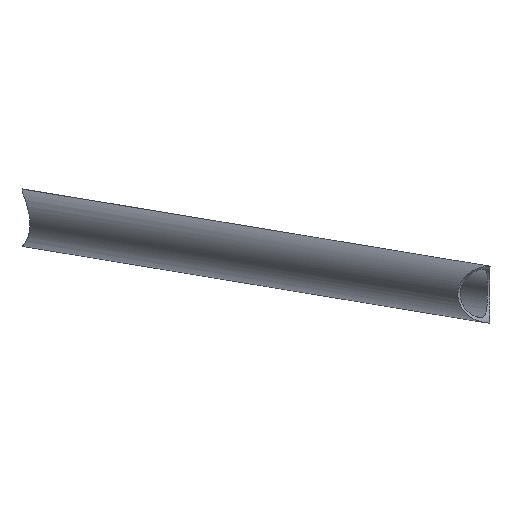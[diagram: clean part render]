
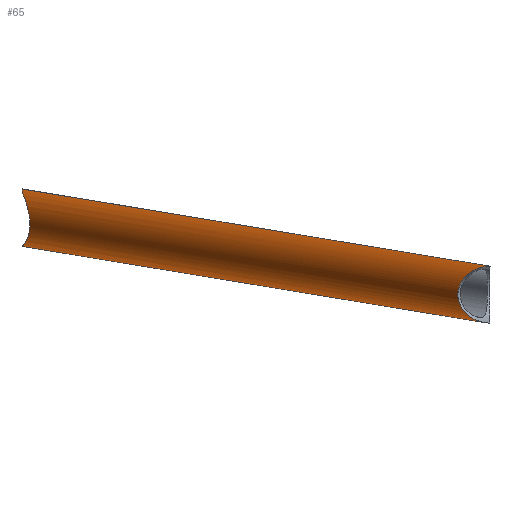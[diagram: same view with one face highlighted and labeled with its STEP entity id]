
A CAD part, left-side view. The second image highlights one B-rep face of the part: STEP entity #65.
In plain terms, the highlighted cylindrical face has radius 10 mm (diameter 20 mm), a partial arc.
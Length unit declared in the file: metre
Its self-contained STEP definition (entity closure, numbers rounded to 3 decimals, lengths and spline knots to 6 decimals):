
#65=ADVANCED_FACE('0:52',(#152),#153,.T.);
#105=EDGE_CURVE('',#191,#215,#216,.T.);
#107=EDGE_CURVE('',#215,#187,#218,.T.);
#109=EDGE_CURVE('',#210,#194,#220,.T.);
#152=FACE_OUTER_BOUND('',#253,.T.);
#153=CYLINDRICAL_SURFACE('',#254,0.01);
#187=VERTEX_POINT('',#474);
#191=VERTEX_POINT('',#502);
#194=VERTEX_POINT('',#509);
#210=VERTEX_POINT('',#628);
#215=VERTEX_POINT('',#728);
#216=B_SPLINE_CURVE_WITH_KNOTS('',3,(#729,#730,#731,#732,#733,#734,#735,#736,#737,#738,#739,#740,#741,#742,#743,#744,#745,#746,#747),.UNSPECIFIED.,.F.,.F.,(4,1,1,1,1,1,1,1,1,1,1,1,1,1,1,1,4),(0.005325,0.0625,0.125,0.1875,0.21875,0.25,0.28125,0.3125,0.328125,0.34375,0.359375,0.367188,0.375,0.378906,0.382813,0.386719,0.389367),.UNSPECIFIED.);
#218=B_SPLINE_CURVE_WITH_KNOTS('',3,(#750,#751,#752,#753,#754,#755,#756,#757),.UNSPECIFIED.,.F.,.F.,(4,1,1,1,1,4),(0.389367,0.390625,0.394531,0.398438,0.402344,0.405084),.UNSPECIFIED.);
#220=B_SPLINE_CURVE_WITH_KNOTS('',3,(#760,#761,#762,#763,#764,#765,#766,#767,#768,#769,#770,#771,#772,#773,#774,#775,#776,#777,#778,#779,#780,#781,#782,#783,#784,#785,#786,#787,#788,#789,#790,#791,#792,#793,#794,#795,#796,#797,#798,#799,#800,#801,#802,#803,#804,#805,#806,#807,#808,#809,#810,#811,#812,#813,#814,#815,#816,#817,#818,#819,#820,#821,#822,#823,#824,#825,#826,#827,#828,#829,#830,#831,#832),.UNSPECIFIED.,.F.,.F.,(4,3,3,3,3,3,3,3,3,3,3,3,3,3,3,3,3,3,3,3,3,3,3,3,4),(0.089362,0.093231,0.094546,0.100657,0.106983,0.109751,0.111596,0.112542,0.116863,0.119014,0.119599,0.121169,0.122304,0.123169,0.12467,0.125612,0.126287,0.129611,0.132318,0.133238,0.14073,0.145999,0.148633,0.150322,0.151268),.UNSPECIFIED.);
#253=EDGE_LOOP('',(#968,#969,#970,#971,#972));
#254=AXIS2_PLACEMENT_3D('',#973,#974,#975);
#474=CARTESIAN_POINT('',(-0.985892,-0.000201,-0.024474));
#502=CARTESIAN_POINT('',(-0.985034,0.000251,-0.044458));
#509=CARTESIAN_POINT('',(-0.6728,0.16418,-0.017481));
#628=CARTESIAN_POINT('',(-0.672968,0.164092,0.002563));
#728=CARTESIAN_POINT('',(-0.986757,0.000252,-0.024548));
#729=CARTESIAN_POINT('',(-0.985034,0.000251,-0.044458));
#730=CARTESIAN_POINT('',(-0.98504,0.001866,-0.044401));
#731=CARTESIAN_POINT('',(-0.985107,0.005225,-0.043639));
#732=CARTESIAN_POINT('',(-0.985384,0.009459,-0.04046));
#733=CARTESIAN_POINT('',(-0.98575,0.011228,-0.036233));
#734=CARTESIAN_POINT('',(-0.986057,0.011023,-0.032675));
#735=CARTESIAN_POINT('',(-0.986273,0.010101,-0.030171));
#736=CARTESIAN_POINT('',(-0.986458,0.008523,-0.02802));
#737=CARTESIAN_POINT('',(-0.986579,0.006801,-0.026617));
#738=CARTESIAN_POINT('',(-0.986651,0.005257,-0.025755));
#739=CARTESIAN_POINT('',(-0.986701,0.004033,-0.025245));
#740=CARTESIAN_POINT('',(-0.986719,0.002974,-0.024927));
#741=CARTESIAN_POINT('',(-0.986737,0.00211,-0.024745));
#742=CARTESIAN_POINT('',(-0.986763,0.001564,-0.024663));
#743=CARTESIAN_POINT('',(-0.986742,0.001126,-0.024606));
#744=CARTESIAN_POINT('',(-0.986711,0.0008,-0.024571));
#745=CARTESIAN_POINT('',(-0.986711,0.000497,-0.024552));
#746=CARTESIAN_POINT('',(-0.986742,0.000326,-0.024549));
#747=CARTESIAN_POINT('',(-0.986757,0.000252,-0.024548));
#750=CARTESIAN_POINT('',(-0.986757,0.000252,-0.024548));
#751=CARTESIAN_POINT('',(-0.986764,0.000216,-0.024548));
#752=CARTESIAN_POINT('',(-0.986796,0.000066,-0.024547));
#753=CARTESIAN_POINT('',(-0.986858,-0.000266,-0.024548));
#754=CARTESIAN_POINT('',(-0.986433,-0.000179,-0.024513));
#755=CARTESIAN_POINT('',(-0.986158,-0.000203,-0.024492));
#756=CARTESIAN_POINT('',(-0.98597,-0.000202,-0.024479));
#757=CARTESIAN_POINT('',(-0.985892,-0.000201,-0.024474));
#760=CARTESIAN_POINT('',(-0.669201,0.163541,0.002544));
#761=CARTESIAN_POINT('',(-0.670521,0.163841,0.002668));
#762=CARTESIAN_POINT('',(-0.671899,0.164016,0.002641));
#763=CARTESIAN_POINT('',(-0.673204,0.164109,0.002547));
#764=CARTESIAN_POINT('',(-0.673647,0.164141,0.002515));
#765=CARTESIAN_POINT('',(-0.67408,0.164164,0.002476));
#766=CARTESIAN_POINT('',(-0.674521,0.16418,0.002429));
#767=CARTESIAN_POINT('',(-0.676572,0.164254,0.002211));
#768=CARTESIAN_POINT('',(-0.678715,0.16418,0.001835));
#769=CARTESIAN_POINT('',(-0.680862,0.164028,0.001349));
#770=CARTESIAN_POINT('',(-0.683084,0.163871,0.000845));
#771=CARTESIAN_POINT('',(-0.685309,0.16363,0.000221));
#772=CARTESIAN_POINT('',(-0.687427,0.163362,-0.000505));
#773=CARTESIAN_POINT('',(-0.688354,0.163245,-0.000823));
#774=CARTESIAN_POINT('',(-0.689261,0.163122,-0.001161));
#775=CARTESIAN_POINT('',(-0.690138,0.162998,-0.001519));
#776=CARTESIAN_POINT('',(-0.690722,0.162915,-0.001757));
#777=CARTESIAN_POINT('',(-0.691293,0.162832,-0.002004));
#778=CARTESIAN_POINT('',(-0.691848,0.162749,-0.00226));
#779=CARTESIAN_POINT('',(-0.692132,0.162706,-0.002391));
#780=CARTESIAN_POINT('',(-0.692417,0.162663,-0.002527));
#781=CARTESIAN_POINT('',(-0.692708,0.162618,-0.00267));
#782=CARTESIAN_POINT('',(-0.694035,0.162415,-0.003326));
#783=CARTESIAN_POINT('',(-0.695426,0.162188,-0.00412));
#784=CARTESIAN_POINT('',(-0.696626,0.161983,-0.005053));
#785=CARTESIAN_POINT('',(-0.697223,0.161881,-0.005518));
#786=CARTESIAN_POINT('',(-0.697773,0.161785,-0.006017));
#787=CARTESIAN_POINT('',(-0.698239,0.161701,-0.006561));
#788=CARTESIAN_POINT('',(-0.698366,0.161678,-0.006708));
#789=CARTESIAN_POINT('',(-0.698487,0.161656,-0.00686));
#790=CARTESIAN_POINT('',(-0.698605,0.161634,-0.007022));
#791=CARTESIAN_POINT('',(-0.698922,0.161575,-0.007459));
#792=CARTESIAN_POINT('',(-0.699201,0.161521,-0.007959));
#793=CARTESIAN_POINT('',(-0.699362,0.161487,-0.008484));
#794=CARTESIAN_POINT('',(-0.699478,0.161462,-0.008863));
#795=CARTESIAN_POINT('',(-0.699531,0.161447,-0.009255));
#796=CARTESIAN_POINT('',(-0.699513,0.161445,-0.009635));
#797=CARTESIAN_POINT('',(-0.6995,0.161443,-0.009925));
#798=CARTESIAN_POINT('',(-0.699446,0.161448,-0.010212));
#799=CARTESIAN_POINT('',(-0.699353,0.161459,-0.010494));
#800=CARTESIAN_POINT('',(-0.69919,0.161479,-0.010984));
#801=CARTESIAN_POINT('',(-0.698908,0.16152,-0.011447));
#802=CARTESIAN_POINT('',(-0.698568,0.161571,-0.011852));
#803=CARTESIAN_POINT('',(-0.698354,0.161603,-0.012106));
#804=CARTESIAN_POINT('',(-0.698119,0.161638,-0.012338));
#805=CARTESIAN_POINT('',(-0.697884,0.161674,-0.012544));
#806=CARTESIAN_POINT('',(-0.697715,0.1617,-0.012692));
#807=CARTESIAN_POINT('',(-0.69754,0.161726,-0.012832));
#808=CARTESIAN_POINT('',(-0.697357,0.161754,-0.012968));
#809=CARTESIAN_POINT('',(-0.696457,0.161892,-0.013636));
#810=CARTESIAN_POINT('',(-0.695397,0.162055,-0.014178));
#811=CARTESIAN_POINT('',(-0.694296,0.162221,-0.014633));
#812=CARTESIAN_POINT('',(-0.6934,0.162355,-0.015004));
#813=CARTESIAN_POINT('',(-0.692477,0.162491,-0.015316));
#814=CARTESIAN_POINT('',(-0.691588,0.162619,-0.015578));
#815=CARTESIAN_POINT('',(-0.691286,0.162663,-0.015667));
#816=CARTESIAN_POINT('',(-0.69099,0.162705,-0.01575));
#817=CARTESIAN_POINT('',(-0.690696,0.162746,-0.015828));
#818=CARTESIAN_POINT('',(-0.6883,0.163083,-0.016466));
#819=CARTESIAN_POINT('',(-0.685665,0.163428,-0.016918));
#820=CARTESIAN_POINT('',(-0.682979,0.163703,-0.017208));
#821=CARTESIAN_POINT('',(-0.68109,0.163896,-0.017412));
#822=CARTESIAN_POINT('',(-0.679175,0.164054,-0.017535));
#823=CARTESIAN_POINT('',(-0.677299,0.16414,-0.017573));
#824=CARTESIAN_POINT('',(-0.67636,0.164183,-0.017591));
#825=CARTESIAN_POINT('',(-0.675432,0.164208,-0.017589));
#826=CARTESIAN_POINT('',(-0.67452,0.164209,-0.017562));
#827=CARTESIAN_POINT('',(-0.673935,0.164209,-0.017545));
#828=CARTESIAN_POINT('',(-0.673357,0.1642,-0.017518));
#829=CARTESIAN_POINT('',(-0.672789,0.164179,-0.01748));
#830=CARTESIAN_POINT('',(-0.67247,0.164168,-0.017459));
#831=CARTESIAN_POINT('',(-0.672157,0.164152,-0.017434));
#832=CARTESIAN_POINT('',(-0.671841,0.164133,-0.017406));
#968=ORIENTED_EDGE('',*,*,#1028,.T.);
#969=ORIENTED_EDGE('',*,*,#109,.T.);
#970=ORIENTED_EDGE('',*,*,#1029,.T.);
#971=ORIENTED_EDGE('',*,*,#105,.T.);
#972=ORIENTED_EDGE('',*,*,#107,.T.);
#973=CARTESIAN_POINT('',(-0.820947,0.0864,-0.020252));
#974=DIRECTION('',(-0.883,-0.463,-0.076));
#975=DIRECTION('',(-0.068,-0.035,0.997));
#1028=EDGE_CURVE('',#187,#210,#1044,.T.);
#1029=EDGE_CURVE('',#194,#191,#1045,.T.);
#1044=LINE('',#1062,#1063);
#1045=LINE('',#1064,#1065);
#1062=CARTESIAN_POINT('',(-0.821622,0.086045,-0.010281));
#1063=VECTOR('',#1079,1.0);
#1064=CARTESIAN_POINT('',(-0.820272,0.086754,-0.030222));
#1065=VECTOR('',#1080,1.0);
#1079=DIRECTION('',(0.883,0.463,0.076));
#1080=DIRECTION('',(-0.883,-0.463,-0.076));
